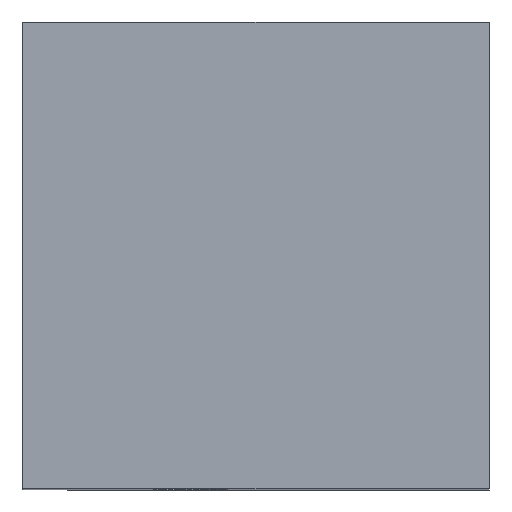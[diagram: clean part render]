
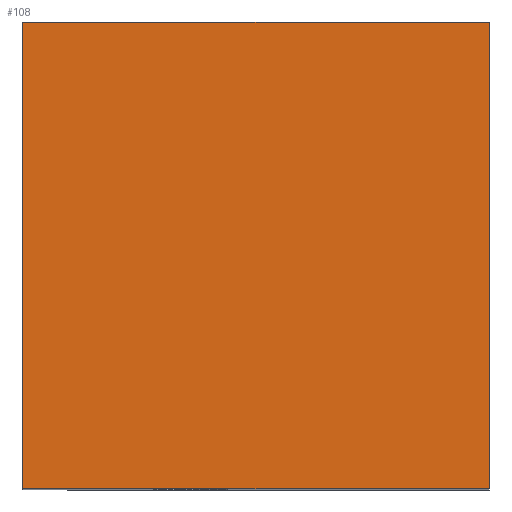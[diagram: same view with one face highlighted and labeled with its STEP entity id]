
A CAD part, top view. The second image highlights one B-rep face of the part: STEP entity #108.
In plain terms, the highlighted free-form (B-spline) face has degree [1, 1] with [2, 2] control points.
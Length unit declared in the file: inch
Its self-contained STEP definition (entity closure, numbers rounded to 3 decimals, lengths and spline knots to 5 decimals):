
#108=ADVANCED_FACE('',(#125),#321,.T.);
#125=FACE_OUTER_BOUND('',#143,.T.);
#143=EDGE_LOOP('',(#172,#173,#174,#175));
#172=ORIENTED_EDGE('',*,*,#254,.F.);
#173=ORIENTED_EDGE('',*,*,#253,.F.);
#174=ORIENTED_EDGE('',*,*,#259,.T.);
#175=ORIENTED_EDGE('',*,*,#252,.F.);
#252=EDGE_CURVE('',#289,#293,#381,.T.);
#253=EDGE_CURVE('',#294,#290,#382,.T.);
#254=EDGE_CURVE('',#290,#289,#383,.T.);
#259=EDGE_CURVE('',#294,#293,#387,.T.);
#289=VERTEX_POINT('',#783);
#290=VERTEX_POINT('',#784);
#293=VERTEX_POINT('',#787);
#294=VERTEX_POINT('',#788);
#321=B_SPLINE_SURFACE_WITH_KNOTS('',1,1,((#620,#621),(#622,#623)),.UNSPECIFIED.,
.F.,.F.,.F.,(2,2),(2,2),(6.9626,9.4232),(0.,3.7106),.UNSPECIFIED.);
#333=VECTOR('',#357,2.4606);
#334=VECTOR('',#358,2.4606);
#335=VECTOR('',#359,2.4606);
#339=VECTOR('',#363,2.4606);
#357=DIRECTION('',(0.,-1.,0.));
#358=DIRECTION('',(0.,1.,0.));
#359=DIRECTION('',(1.,0.,0.));
#363=DIRECTION('',(1.,0.,0.));
#381=LINE('',#432,#333);
#382=LINE('',#433,#334);
#383=LINE('',#434,#335);
#387=LINE('',#442,#339);
#432=CARTESIAN_POINT('',(2.4606,2.4606,4.502));
#433=CARTESIAN_POINT('',(0.,0.,4.502));
#434=CARTESIAN_POINT('',(0.,2.4606,4.502));
#442=CARTESIAN_POINT('',(0.,0.,4.502));
#620=CARTESIAN_POINT('',(0.,2.4606,4.502));
#621=CARTESIAN_POINT('',(3.7106,2.4606,4.502));
#622=CARTESIAN_POINT('',(0.,0.,4.502));
#623=CARTESIAN_POINT('',(3.7106,0.,4.502));
#783=CARTESIAN_POINT('',(2.4606,2.4606,4.502));
#784=CARTESIAN_POINT('',(0.,2.4606,4.502));
#787=CARTESIAN_POINT('',(2.4606,0.,4.502));
#788=CARTESIAN_POINT('',(0.,0.,4.502));
